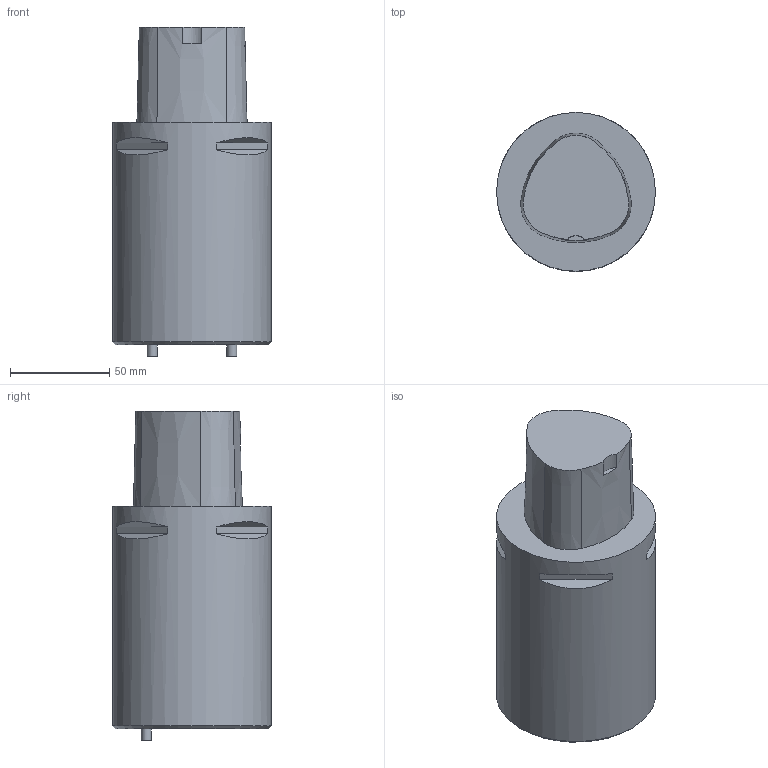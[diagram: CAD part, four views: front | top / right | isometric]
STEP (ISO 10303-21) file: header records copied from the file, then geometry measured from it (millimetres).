
FILE_DESCRIPTION(/* description */ (''),/* implementation_level */ '2;1');
FILE_NAME(/* name */ '1527153230210.stp',/* time_stamp */ '2018-05-24T11:13:56+02:00',/* author */ (''),/* organization */ ('SMS'),/* preprocessor_version */ 'ST-DEVELOPER v15',/* originating_system */ 'SIEMENS PLM Software NX 8.5',/* authorisation */ '');
FILE_SCHEMA (('AUTOMOTIVE_DESIGN { 1 0 10303 214 3 1 1 1 }'));
Length unit declared in the file: millimetre
Products named in the file (1): 112030521mod000_00
Bounding box: 80 x 80 x 166 mm (x, y, z)
Volume: 667991.9 mm3; surface area: 46603.5 mm2
Topology: 1 solids, 1 shells, 31 faces, 63 edges, 44 vertices
Faces by surface type: plane 18, cone 9, cylinder 4
Full cylindrical faces by diameter (mm): 5 x2, 80 x1
Entity records: 867 total; most frequent: DIRECTION 158, CARTESIAN_POINT 142, ORIENTED_EDGE 114, AXIS2_PLACEMENT_3D 68, EDGE_CURVE 57, EDGE_LOOP 44, VERTEX_POINT 41, ADVANCED_FACE 31
